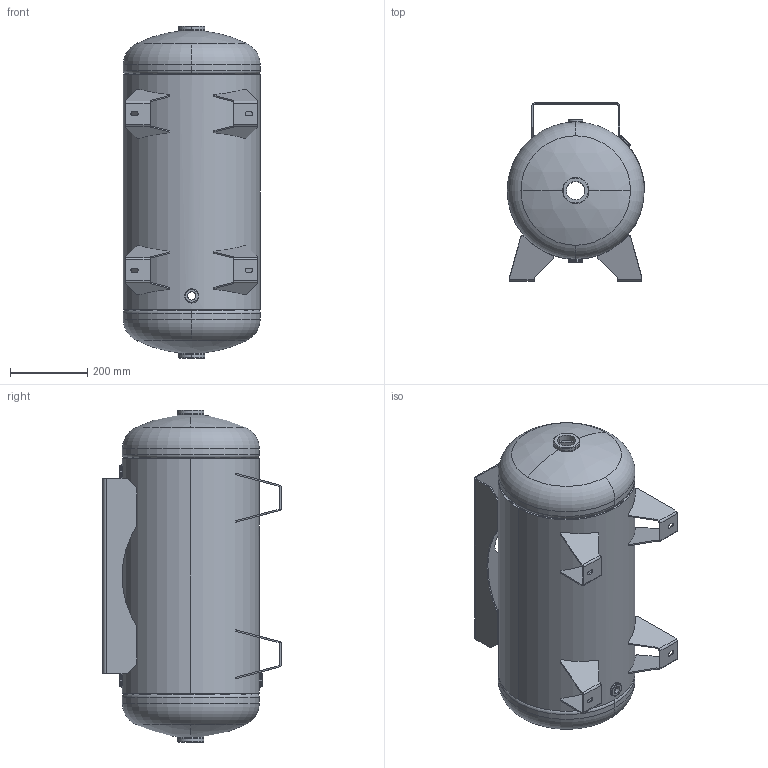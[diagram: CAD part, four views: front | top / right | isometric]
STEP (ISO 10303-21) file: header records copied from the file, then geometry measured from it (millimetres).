
FILE_DESCRIPTION (( 'STEP AP214' ), '1' );
FILE_NAME ('302468.STEP', '2024-03-20T23:14:02', ( '' ), ( '' ), 'SwSTEP 2.0', 'SolidWorks 2022', '' );
FILE_SCHEMA (( 'AUTOMOTIVE_DESIGN' ));
Length unit declared in the file: inch
Products named in the file (10): HEAD_14X186JOG; A55819; 302468; A57672; NP-HOR_14; PHOENIX FLAT FLANGE_1500O-RING; PHOENIX FLAT FLANGE_0500P393; 302468-SL; PHOENIX FLAT FLANGE_0250P391
Assembly tree (16 placements, depth 2):
  302468
    302468-SL
    HEAD_14X186JOG
    HEAD_14X186JOG
    PHOENIX FLAT FLANGE_1500O-RING  x2
    PHOENIX FLAT FLANGE_0500P393  x4
    PHOENIX FLAT FLANGE_0250P391
    A55819  x4
    A57672
    NP-HOR_14
Bounding box: 357.12 x 463.55 x 862.03 mm (x, y, z)
Volume: 5533607.6 mm3; surface area: 2665270.3 mm2
Topology: 16 solids, 16 shells, 434 faces, 970 edges, 580 vertices
Faces by surface type: plane 150, cylinder 146, torus 108, bspline 22, sphere 8
Full cylindrical faces by diameter (mm): 346.964 x1, 355.6 x1
Entity records: 12424 total; most frequent: CARTESIAN_POINT 6689, DIRECTION 1180, ORIENTED_EDGE 1040, EDGE_CURVE 520, AXIS2_PLACEMENT_3D 503, VERTEX_POINT 312, CIRCLE 276, EDGE_LOOP 266
